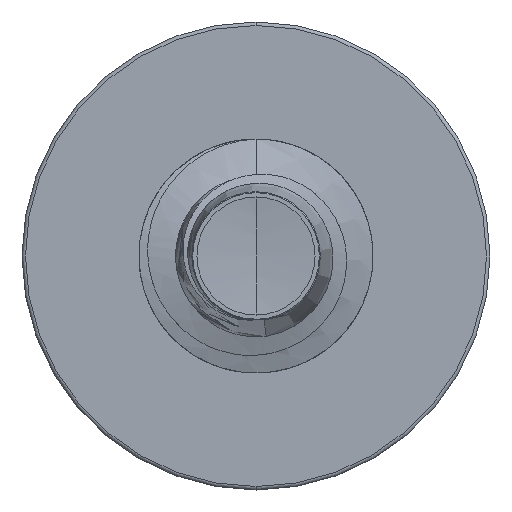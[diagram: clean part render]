
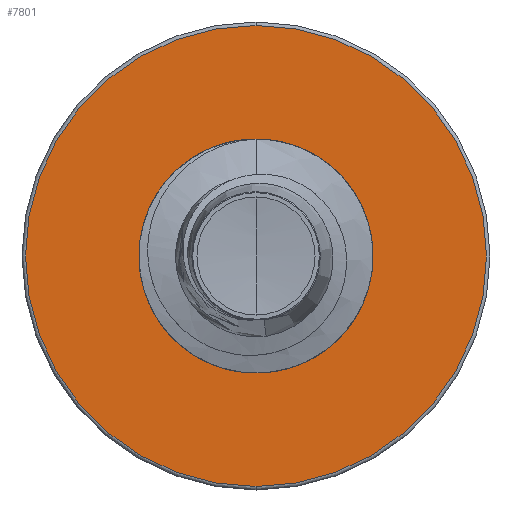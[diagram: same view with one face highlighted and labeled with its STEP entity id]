
A CAD part, front view. The second image highlights one B-rep face of the part: STEP entity #7801.
In plain terms, the highlighted planar face has unit normal (0, -1, 0).
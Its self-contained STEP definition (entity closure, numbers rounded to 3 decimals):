
#502 = FACE_OUTER_BOUND ( 'NONE', #23752, .T. ) ;
#682 = CARTESIAN_POINT ( 'NONE',  ( 0., 15., 1.722 ) ) ;
#1213 = CARTESIAN_POINT ( 'NONE',  ( 0., 15., 3.448 ) ) ;
#1524 = DIRECTION ( 'NONE',  ( 0., 0., 1. ) ) ;
#2519 = CIRCLE ( 'NONE', #20210, 3.448 ) ;
#2714 = DIRECTION ( 'NONE',  ( 0., 1., 0. ) ) ;
#5570 = EDGE_LOOP ( 'NONE', ( #17553, #12704 ) ) ;
#6805 = FACE_BOUND ( 'NONE', #5570, .T. ) ;
#6925 = DIRECTION ( 'NONE',  ( 0., 1., 0. ) ) ;
#7801 = ADVANCED_FACE ( 'NONE', ( #502, #6805 ), #12930, .F. ) ;
#9270 = CARTESIAN_POINT ( 'NONE',  ( 0., 15., -3.447 ) ) ;
#10743 = DIRECTION ( 'NONE',  ( 0., 1., 0. ) ) ;
#10824 = AXIS2_PLACEMENT_3D ( 'NONE', #13000, #13244, #12887 ) ;
#11734 = VERTEX_POINT ( 'NONE', #1213 ) ;
#11795 = AXIS2_PLACEMENT_3D ( 'NONE', #25494, #16114, #1524 ) ;
#12081 = VERTEX_POINT ( 'NONE', #682 ) ;
#12098 = CIRCLE ( 'NONE', #11795, 1.722 ) ;
#12704 = ORIENTED_EDGE ( 'NONE', *, *, #22218, .T. ) ;
#12887 = DIRECTION ( 'NONE',  ( 0., 0., 1. ) ) ;
#12930 = PLANE ( 'NONE',  #10824 ) ;
#13000 = CARTESIAN_POINT ( 'NONE',  ( 0., 15., -1.722 ) ) ;
#13244 = DIRECTION ( 'NONE',  ( 0., 1., 0. ) ) ;
#13366 = AXIS2_PLACEMENT_3D ( 'NONE', #19781, #6925, #21432 ) ;
#14432 = CARTESIAN_POINT ( 'NONE',  ( 0., 15., -1.722 ) ) ;
#14832 = VERTEX_POINT ( 'NONE', #14432 ) ;
#16114 = DIRECTION ( 'NONE',  ( 0., 1., 0. ) ) ;
#16981 = CARTESIAN_POINT ( 'NONE',  ( 0., 15., 0. ) ) ;
#17049 = CIRCLE ( 'NONE', #13366, 3.448 ) ;
#17349 = CIRCLE ( 'NONE', #21575, 1.722 ) ;
#17553 = ORIENTED_EDGE ( 'NONE', *, *, #22701, .T. ) ;
#17954 = VERTEX_POINT ( 'NONE', #9270 ) ;
#18840 = DIRECTION ( 'NONE',  ( 0., 0., 1. ) ) ;
#19781 = CARTESIAN_POINT ( 'NONE',  ( 0., 15., 0. ) ) ;
#20210 = AXIS2_PLACEMENT_3D ( 'NONE', #16981, #2714, #18840 ) ;
#21432 = DIRECTION ( 'NONE',  ( 0., 0., 1. ) ) ;
#21552 = ORIENTED_EDGE ( 'NONE', *, *, #21930, .F. ) ;
#21575 = AXIS2_PLACEMENT_3D ( 'NONE', #22200, #10743, #23674 ) ;
#21930 = EDGE_CURVE ( 'NONE', #17954, #11734, #2519, .T. ) ;
#22200 = CARTESIAN_POINT ( 'NONE',  ( 0., 15., 0. ) ) ;
#22218 = EDGE_CURVE ( 'NONE', #14832, #12081, #12098, .T. ) ;
#22221 = EDGE_CURVE ( 'NONE', #11734, #17954, #17049, .T. ) ;
#22701 = EDGE_CURVE ( 'NONE', #12081, #14832, #17349, .T. ) ;
#23674 = DIRECTION ( 'NONE',  ( 0., 0., 1. ) ) ;
#23752 = EDGE_LOOP ( 'NONE', ( #24867, #21552 ) ) ;
#24867 = ORIENTED_EDGE ( 'NONE', *, *, #22221, .F. ) ;
#25494 = CARTESIAN_POINT ( 'NONE',  ( 0., 15., 0. ) ) ;
